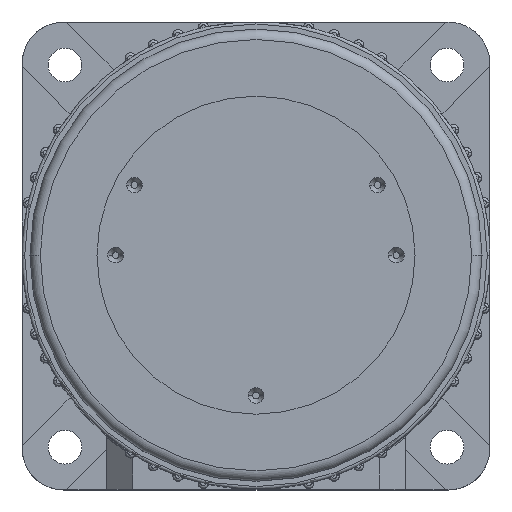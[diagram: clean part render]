
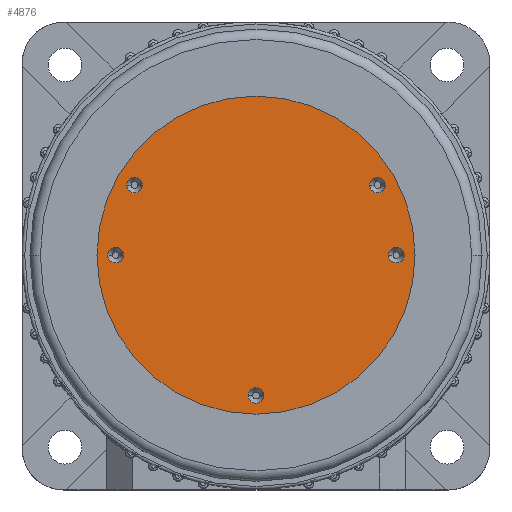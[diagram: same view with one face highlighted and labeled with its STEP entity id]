
A CAD part, top view. The second image highlights one B-rep face of the part: STEP entity #4876.
In plain terms, the highlighted planar face has unit normal (0, 0, 1).
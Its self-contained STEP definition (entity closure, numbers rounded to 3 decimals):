
#155 = CARTESIAN_POINT ( 'NONE',  ( -28.5, 0., 96. ) ) ;
#200 = ORIENTED_EDGE ( 'NONE', *, *, #6583, .F. ) ;
#211 = ORIENTED_EDGE ( 'NONE', *, *, #4636, .F. ) ;
#220 = CARTESIAN_POINT ( 'NONE',  ( -1.5, -27., 96. ) ) ;
#291 = VERTEX_POINT ( 'NONE', #220 ) ;
#365 = VERTEX_POINT ( 'NONE', #5739 ) ;
#635 = CARTESIAN_POINT ( 'NONE',  ( 1.5, -27., 96. ) ) ;
#840 = CARTESIAN_POINT ( 'NONE',  ( -21.883, 13.5, 96. ) ) ;
#886 = ORIENTED_EDGE ( 'NONE', *, *, #5339, .F. ) ;
#888 = CARTESIAN_POINT ( 'NONE',  ( -23.383, 13.5, 96. ) ) ;
#932 = CARTESIAN_POINT ( 'NONE',  ( 0., -27., 96. ) ) ;
#1023 = DIRECTION ( 'NONE',  ( 1., 0., 0. ) ) ;
#1061 = CARTESIAN_POINT ( 'NONE',  ( 0., 0., 96. ) ) ;
#1063 = VERTEX_POINT ( 'NONE', #635 ) ;
#1206 = EDGE_CURVE ( 'NONE', #2032, #6854, #4633, .T. ) ;
#1449 = CIRCLE ( 'NONE', #6341, 1.5 ) ;
#1471 = CARTESIAN_POINT ( 'NONE',  ( 28.5, 0., 96. ) ) ;
#1744 = DIRECTION ( 'NONE',  ( 0., 0., 1. ) ) ;
#1984 = CIRCLE ( 'NONE', #2558, 1.5 ) ;
#2018 = EDGE_CURVE ( 'NONE', #2907, #2358, #5998, .T. ) ;
#2032 = VERTEX_POINT ( 'NONE', #840 ) ;
#2187 = DIRECTION ( 'NONE',  ( 0., 0., 1. ) ) ;
#2233 = CARTESIAN_POINT ( 'NONE',  ( -27., 0., 96. ) ) ;
#2252 = EDGE_LOOP ( 'NONE', ( #4927, #3967 ) ) ;
#2340 = CARTESIAN_POINT ( 'NONE',  ( -30.6, 0., 96. ) ) ;
#2358 = VERTEX_POINT ( 'NONE', #4682 ) ;
#2489 = DIRECTION ( 'NONE',  ( 0., 0., 1. ) ) ;
#2490 = AXIS2_PLACEMENT_3D ( 'NONE', #5362, #4643, #4670 ) ;
#2558 = AXIS2_PLACEMENT_3D ( 'NONE', #4655, #2489, #5313 ) ;
#2576 = AXIS2_PLACEMENT_3D ( 'NONE', #2652, #8513, #8546 ) ;
#2652 = CARTESIAN_POINT ( 'NONE',  ( 23.383, 13.5, 96. ) ) ;
#2907 = VERTEX_POINT ( 'NONE', #2340 ) ;
#3074 = AXIS2_PLACEMENT_3D ( 'NONE', #4832, #5385, #4753 ) ;
#3107 = CARTESIAN_POINT ( 'NONE',  ( 0., -27., 96. ) ) ;
#3175 = PLANE ( 'NONE',  #2490 ) ;
#3266 = ORIENTED_EDGE ( 'NONE', *, *, #1206, .F. ) ;
#3273 = CARTESIAN_POINT ( 'NONE',  ( 27., 0., 96. ) ) ;
#3427 = AXIS2_PLACEMENT_3D ( 'NONE', #3273, #5309, #8374 ) ;
#3449 = AXIS2_PLACEMENT_3D ( 'NONE', #1061, #5358, #7419 ) ;
#3487 = EDGE_LOOP ( 'NONE', ( #886, #7010 ) ) ;
#3615 = FACE_BOUND ( 'NONE', #6560, .T. ) ;
#3774 = DIRECTION ( 'NONE',  ( 1., 0., 0. ) ) ;
#3967 = ORIENTED_EDGE ( 'NONE', *, *, #2018, .T. ) ;
#4127 = AXIS2_PLACEMENT_3D ( 'NONE', #2233, #7062, #1023 ) ;
#4225 = CIRCLE ( 'NONE', #7403, 1.5 ) ;
#4285 = AXIS2_PLACEMENT_3D ( 'NONE', #5685, #1744, #6344 ) ;
#4300 = CARTESIAN_POINT ( 'NONE',  ( 27., 0., 96. ) ) ;
#4328 = AXIS2_PLACEMENT_3D ( 'NONE', #3107, #7020, #4527 ) ;
#4471 = ORIENTED_EDGE ( 'NONE', *, *, #6147, .F. ) ;
#4527 = DIRECTION ( 'NONE',  ( 1., 0., 0. ) ) ;
#4629 = CARTESIAN_POINT ( 'NONE',  ( 21.883, 13.5, 96. ) ) ;
#4633 = CIRCLE ( 'NONE', #8083, 1.5 ) ;
#4636 = EDGE_CURVE ( 'NONE', #7499, #5593, #8271, .T. ) ;
#4643 = DIRECTION ( 'NONE',  ( 0., 0., 1. ) ) ;
#4651 = FACE_BOUND ( 'NONE', #5694, .T. ) ;
#4655 = CARTESIAN_POINT ( 'NONE',  ( -27., 0., 96. ) ) ;
#4670 = DIRECTION ( 'NONE',  ( 1., 0., 0. ) ) ;
#4682 = CARTESIAN_POINT ( 'NONE',  ( 30.6, 0., 96. ) ) ;
#4707 = DIRECTION ( 'NONE',  ( 1., 0., 0. ) ) ;
#4753 = DIRECTION ( 'NONE',  ( 1., 0., 0. ) ) ;
#4802 = EDGE_LOOP ( 'NONE', ( #3266, #5460 ) ) ;
#4814 = CARTESIAN_POINT ( 'NONE',  ( -24.883, 13.5, 96. ) ) ;
#4832 = CARTESIAN_POINT ( 'NONE',  ( 0., 0., 96. ) ) ;
#4862 = FACE_BOUND ( 'NONE', #8021, .T. ) ;
#4876 = ADVANCED_FACE ( 'NONE', ( #4862, #7343, #3615, #4651, #5266, #7559 ), #3175, .T. ) ;
#4881 = DIRECTION ( 'NONE',  ( 1., 0., 0. ) ) ;
#4918 = CIRCLE ( 'NONE', #7424, 1.5 ) ;
#4927 = ORIENTED_EDGE ( 'NONE', *, *, #8091, .T. ) ;
#4942 = VERTEX_POINT ( 'NONE', #4629 ) ;
#5204 = VERTEX_POINT ( 'NONE', #5265 ) ;
#5210 = CARTESIAN_POINT ( 'NONE',  ( 25.5, 0., 96. ) ) ;
#5265 = CARTESIAN_POINT ( 'NONE',  ( 24.883, 13.5, 96. ) ) ;
#5266 = FACE_BOUND ( 'NONE', #3487, .T. ) ;
#5290 = EDGE_CURVE ( 'NONE', #291, #1063, #6824, .T. ) ;
#5309 = DIRECTION ( 'NONE',  ( 0., 0., 1. ) ) ;
#5313 = DIRECTION ( 'NONE',  ( 1., 0., 0. ) ) ;
#5339 = EDGE_CURVE ( 'NONE', #365, #5621, #1984, .T. ) ;
#5340 = DIRECTION ( 'NONE',  ( 0., 0., 1. ) ) ;
#5358 = DIRECTION ( 'NONE',  ( 0., 0., 1. ) ) ;
#5362 = CARTESIAN_POINT ( 'NONE',  ( 0., 0., 96. ) ) ;
#5385 = DIRECTION ( 'NONE',  ( 0., 0., 1. ) ) ;
#5393 = DIRECTION ( 'NONE',  ( 1., 0., 0. ) ) ;
#5460 = ORIENTED_EDGE ( 'NONE', *, *, #8181, .F. ) ;
#5557 = ORIENTED_EDGE ( 'NONE', *, *, #8318, .F. ) ;
#5563 = DIRECTION ( 'NONE',  ( 0., 0., 1. ) ) ;
#5593 = VERTEX_POINT ( 'NONE', #5210 ) ;
#5621 = VERTEX_POINT ( 'NONE', #155 ) ;
#5685 = CARTESIAN_POINT ( 'NONE',  ( 23.383, 13.5, 96. ) ) ;
#5694 = EDGE_LOOP ( 'NONE', ( #211, #4471 ) ) ;
#5739 = CARTESIAN_POINT ( 'NONE',  ( -25.5, 0., 96. ) ) ;
#5998 = CIRCLE ( 'NONE', #3449, 30.6 ) ;
#6147 = EDGE_CURVE ( 'NONE', #5593, #7499, #4918, .T. ) ;
#6341 = AXIS2_PLACEMENT_3D ( 'NONE', #932, #5563, #5393 ) ;
#6344 = DIRECTION ( 'NONE',  ( 1., 0., 0. ) ) ;
#6419 = EDGE_CURVE ( 'NONE', #5204, #4942, #8454, .T. ) ;
#6560 = EDGE_LOOP ( 'NONE', ( #200, #7805 ) ) ;
#6583 = EDGE_CURVE ( 'NONE', #1063, #291, #1449, .T. ) ;
#6824 = CIRCLE ( 'NONE', #4328, 1.5 ) ;
#6854 = VERTEX_POINT ( 'NONE', #4814 ) ;
#7010 = ORIENTED_EDGE ( 'NONE', *, *, #7796, .F. ) ;
#7020 = DIRECTION ( 'NONE',  ( 0., 0., 1. ) ) ;
#7062 = DIRECTION ( 'NONE',  ( 0., 0., 1. ) ) ;
#7343 = FACE_BOUND ( 'NONE', #4802, .T. ) ;
#7394 = ORIENTED_EDGE ( 'NONE', *, *, #6419, .F. ) ;
#7403 = AXIS2_PLACEMENT_3D ( 'NONE', #888, #8168, #4881 ) ;
#7419 = DIRECTION ( 'NONE',  ( 1., 0., 0. ) ) ;
#7424 = AXIS2_PLACEMENT_3D ( 'NONE', #4300, #5340, #3774 ) ;
#7499 = VERTEX_POINT ( 'NONE', #1471 ) ;
#7559 = FACE_OUTER_BOUND ( 'NONE', #2252, .T. ) ;
#7680 = CARTESIAN_POINT ( 'NONE',  ( -23.383, 13.5, 96. ) ) ;
#7796 = EDGE_CURVE ( 'NONE', #5621, #365, #8065, .T. ) ;
#7805 = ORIENTED_EDGE ( 'NONE', *, *, #5290, .F. ) ;
#8021 = EDGE_LOOP ( 'NONE', ( #7394, #5557 ) ) ;
#8065 = CIRCLE ( 'NONE', #4127, 1.5 ) ;
#8078 = CIRCLE ( 'NONE', #4285, 1.5 ) ;
#8083 = AXIS2_PLACEMENT_3D ( 'NONE', #7680, #2187, #4707 ) ;
#8091 = EDGE_CURVE ( 'NONE', #2358, #2907, #8270, .T. ) ;
#8168 = DIRECTION ( 'NONE',  ( 0., 0., 1. ) ) ;
#8181 = EDGE_CURVE ( 'NONE', #6854, #2032, #4225, .T. ) ;
#8270 = CIRCLE ( 'NONE', #3074, 30.6 ) ;
#8271 = CIRCLE ( 'NONE', #3427, 1.5 ) ;
#8318 = EDGE_CURVE ( 'NONE', #4942, #5204, #8078, .T. ) ;
#8374 = DIRECTION ( 'NONE',  ( 1., 0., 0. ) ) ;
#8454 = CIRCLE ( 'NONE', #2576, 1.5 ) ;
#8513 = DIRECTION ( 'NONE',  ( 0., 0., 1. ) ) ;
#8546 = DIRECTION ( 'NONE',  ( 1., 0., 0. ) ) ;
